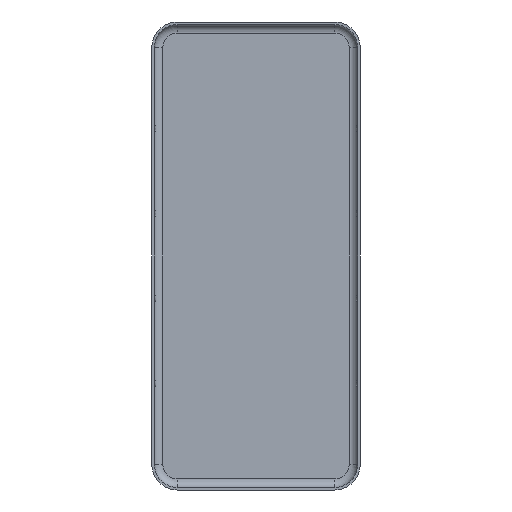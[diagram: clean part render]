
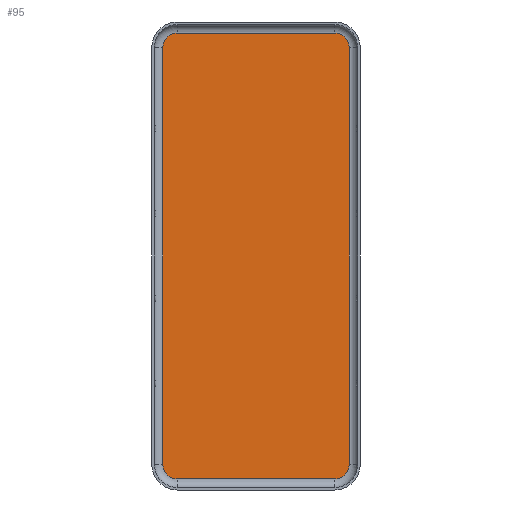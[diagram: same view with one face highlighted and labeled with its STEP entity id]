
A CAD part, front view. The second image highlights one B-rep face of the part: STEP entity #95.
In plain terms, the highlighted planar face has unit normal (0, -1, 0).
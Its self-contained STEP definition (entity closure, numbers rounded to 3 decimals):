
#95 = ADVANCED_FACE( 'NONE', ( #228 ), #229, .T. );
#228 = FACE_OUTER_BOUND( '', #405, .T. );
#229 = PLANE( '', #406 );
#405 = EDGE_LOOP( '', ( #617, #618, #619, #620, #621, #622, #623, #624 ) );
#406 = AXIS2_PLACEMENT_3D( '', #625, #626, #627 );
#617 = ORIENTED_EDGE( '', *, *, #979, .F. );
#618 = ORIENTED_EDGE( '', *, *, #982, .F. );
#619 = ORIENTED_EDGE( '', *, *, #972, .F. );
#620 = ORIENTED_EDGE( '', *, *, #983, .T. );
#621 = ORIENTED_EDGE( '', *, *, #984, .T. );
#622 = ORIENTED_EDGE( '', *, *, #985, .F. );
#623 = ORIENTED_EDGE( '', *, *, #967, .T. );
#624 = ORIENTED_EDGE( '', *, *, #986, .T. );
#625 = CARTESIAN_POINT( '', ( 9.25, 0., -24.5 ) );
#626 = DIRECTION( '', ( 0., -1., 0. ) );
#627 = DIRECTION( '', ( 0., 0., -1. ) );
#967 = EDGE_CURVE( 'NONE', #1136, #1134, #1137, .T. );
#972 = EDGE_CURVE( 'NONE', #1142, #1144, #1145, .T. );
#979 = EDGE_CURVE( 'NONE', #1154, #1156, #1157, .T. );
#982 = EDGE_CURVE( 'NONE', #1144, #1154, #1160, .T. );
#983 = EDGE_CURVE( 'NONE', #1142, #1161, #1162, .T. );
#984 = EDGE_CURVE( 'NONE', #1161, #1163, #1164, .T. );
#985 = EDGE_CURVE( 'NONE', #1136, #1163, #1165, .T. );
#986 = EDGE_CURVE( 'NONE', #1134, #1156, #1166, .T. );
#1134 = VERTEX_POINT( 'NONE', #1355 );
#1136 = VERTEX_POINT( 'NONE', #1357 );
#1137 = LINE( '', #1358, #1359 );
#1142 = VERTEX_POINT( 'NONE', #1365 );
#1144 = VERTEX_POINT( 'NONE', #1367 );
#1145 = LINE( '', #1368, #1369 );
#1154 = VERTEX_POINT( 'NONE', #1379 );
#1156 = VERTEX_POINT( 'NONE', #1381 );
#1157 = LINE( '', #1382, #1383 );
#1160 = CIRCLE( '', #1386, 1.7 );
#1161 = VERTEX_POINT( 'NONE', #1387 );
#1162 = CIRCLE( '', #1388, 1.7 );
#1163 = VERTEX_POINT( 'NONE', #1389 );
#1164 = LINE( '', #1390, #1391 );
#1165 = CIRCLE( '', #1392, 1.7 );
#1166 = CIRCLE( '', #1393, 1.7 );
#1355 = CARTESIAN_POINT( '', ( -10.95, 0., -24.5 ) );
#1357 = CARTESIAN_POINT( '', ( -10.95, 0., 24.5 ) );
#1358 = CARTESIAN_POINT( '', ( -10.95, 0., 0. ) );
#1359 = VECTOR( '', #1595, 1000. );
#1365 = CARTESIAN_POINT( '', ( 10.95, 0., 24.5 ) );
#1367 = CARTESIAN_POINT( '', ( 10.95, 0., -24.5 ) );
#1368 = CARTESIAN_POINT( '', ( 10.95, 0., 0. ) );
#1369 = VECTOR( '', #1603, 1000. );
#1379 = CARTESIAN_POINT( '', ( 9.25, 0., -26.2 ) );
#1381 = CARTESIAN_POINT( '', ( -9.25, 0., -26.2 ) );
#1382 = CARTESIAN_POINT( '', ( 9.25, 0., -26.2 ) );
#1383 = VECTOR( '', #1614, 1000. );
#1386 = AXIS2_PLACEMENT_3D( '', #1618, #1619, #1620 );
#1387 = CARTESIAN_POINT( '', ( 9.25, 0., 26.2 ) );
#1388 = AXIS2_PLACEMENT_3D( '', #1621, #1622, #1623 );
#1389 = CARTESIAN_POINT( '', ( -9.25, 0., 26.2 ) );
#1390 = CARTESIAN_POINT( '', ( 9.25, 0., 26.2 ) );
#1391 = VECTOR( '', #1624, 1000. );
#1392 = AXIS2_PLACEMENT_3D( '', #1625, #1626, #1627 );
#1393 = AXIS2_PLACEMENT_3D( '', #1628, #1629, #1630 );
#1595 = DIRECTION( '', ( 0., 0., -1. ) );
#1603 = DIRECTION( '', ( 0., 0., -1. ) );
#1614 = DIRECTION( '', ( -1., 0., 0. ) );
#1618 = CARTESIAN_POINT( '', ( 9.25, 0., -24.5 ) );
#1619 = DIRECTION( '', ( 0., 1., 0. ) );
#1620 = DIRECTION( '', ( 0., 0., 1. ) );
#1621 = CARTESIAN_POINT( '', ( 9.25, 0., 24.5 ) );
#1622 = DIRECTION( '', ( 0., -1., 0. ) );
#1623 = DIRECTION( '', ( 0., 0., -1. ) );
#1624 = DIRECTION( '', ( -1., 0., 0. ) );
#1625 = CARTESIAN_POINT( '', ( -9.25, 0., 24.5 ) );
#1626 = DIRECTION( '', ( 0., 1., 0. ) );
#1627 = DIRECTION( '', ( 0., 0., -1. ) );
#1628 = CARTESIAN_POINT( '', ( -9.25, 0., -24.5 ) );
#1629 = DIRECTION( '', ( 0., -1., 0. ) );
#1630 = DIRECTION( '', ( 0., 0., 1. ) );
